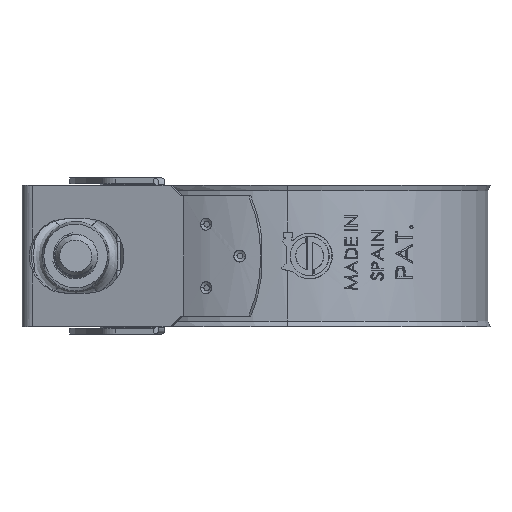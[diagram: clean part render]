
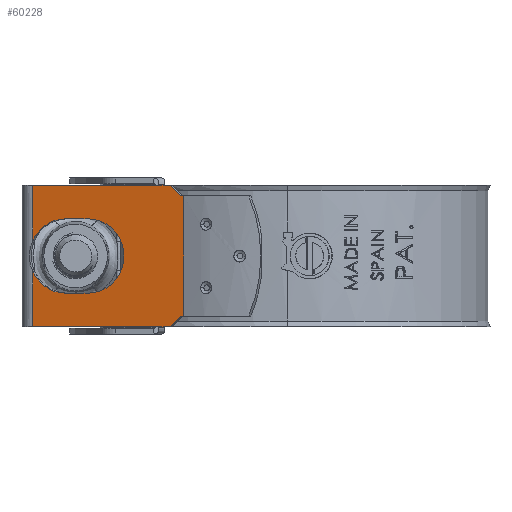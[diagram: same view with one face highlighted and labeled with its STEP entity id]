
A CAD part, left-side view. The second image highlights one B-rep face of the part: STEP entity #60228.
In plain terms, the highlighted planar face has unit normal (-0.968, 0.252, 0).
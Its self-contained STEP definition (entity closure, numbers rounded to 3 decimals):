
#986 = EDGE_CURVE ( 'NONE', #6259, #26924, #9444, .T. ) ;
#1392 = CARTESIAN_POINT ( 'NONE',  ( -19.936, 36.02, -20. ) ) ;
#1765 = ORIENTED_EDGE ( 'NONE', *, *, #63266, .F. ) ;
#2299 = ORIENTED_EDGE ( 'NONE', *, *, #76315, .T. ) ;
#3318 = VERTEX_POINT ( 'NONE', #28631 ) ;
#4451 = CARTESIAN_POINT ( 'NONE',  ( -25.5, 14.632, -18.5 ) ) ;
#5083 = ORIENTED_EDGE ( 'NONE', *, *, #8250, .F. ) ;
#5237 = AXIS2_PLACEMENT_3D ( 'NONE', #48001, #35208, #66547 ) ;
#5449 = DIRECTION ( 'NONE',  ( 0.252, 0.968, 0. ) ) ;
#5858 = CARTESIAN_POINT ( 'NONE',  ( -19.936, 36.02, -20. ) ) ;
#5925 = CARTESIAN_POINT ( 'NONE',  ( -25.374, 15.118, -1.5 ) ) ;
#5959 = CARTESIAN_POINT ( 'NONE',  ( -25.571, 14.359, -17.718 ) ) ;
#6259 = VERTEX_POINT ( 'NONE', #62498 ) ;
#6360 = VERTEX_POINT ( 'NONE', #69359 ) ;
#6440 = ORIENTED_EDGE ( 'NONE', *, *, #63386, .T. ) ;
#6906 = ORIENTED_EDGE ( 'NONE', *, *, #24478, .F. ) ;
#7564 = ORIENTED_EDGE ( 'NONE', *, *, #986, .T. ) ;
#8250 = EDGE_CURVE ( 'NONE', #20612, #20156, #36470, .T. ) ;
#8618 = CIRCLE ( 'NONE', #50962, 5.25 ) ;
#8753 = ORIENTED_EDGE ( 'NONE', *, *, #27127, .T. ) ;
#9004 = DIRECTION ( 'NONE',  ( 0., 0., 1. ) ) ;
#9070 = VERTEX_POINT ( 'NONE', #11345 ) ;
#9236 = LINE ( 'NONE', #62060, #17795 ) ;
#9444 = LINE ( 'NONE', #60803, #25542 ) ;
#9689 = ORIENTED_EDGE ( 'NONE', *, *, #63271, .F. ) ;
#10650 = EDGE_CURVE ( 'NONE', #31873, #3318, #49791, .T. ) ;
#11345 = CARTESIAN_POINT ( 'NONE',  ( -19.936, 36.02, -7.906 ) ) ;
#11939 = VERTEX_POINT ( 'NONE', #49768 ) ;
#12920 = VERTEX_POINT ( 'NONE', #53362 ) ;
#13895 = VECTOR ( 'NONE', #70054, 1000. ) ;
#14588 = CARTESIAN_POINT ( 'NONE',  ( -21.148, 31.361, -10. ) ) ;
#15658 = CARTESIAN_POINT ( 'NONE',  ( -19.936, 36.02, 0. ) ) ;
#16826 = DIRECTION ( 'NONE',  ( -0.968, 0.252, 0. ) ) ;
#16863 = AXIS2_PLACEMENT_3D ( 'NONE', #40696, #64883, #28516 ) ;
#17682 = VECTOR ( 'NONE', #18914, 1000. ) ;
#17795 = VECTOR ( 'NONE', #9004, 1000. ) ;
#18070 = CARTESIAN_POINT ( 'NONE',  ( -24.995, 16.573, -20. ) ) ;
#18914 = DIRECTION ( 'NONE',  ( -0.252, -0.968, 0. ) ) ;
#20156 = VERTEX_POINT ( 'NONE', #39942 ) ;
#20457 = DIRECTION ( 'NONE',  ( -0.252, -0.968, 0. ) ) ;
#20612 = VERTEX_POINT ( 'NONE', #72823 ) ;
#22045 = DIRECTION ( 'NONE',  ( -0.252, -0.968, 0. ) ) ;
#22132 = DIRECTION ( 'NONE',  ( -0.968, 0.252, 0. ) ) ;
#22257 = ORIENTED_EDGE ( 'NONE', *, *, #53042, .F. ) ;
#23101 = DIRECTION ( 'NONE',  ( 0., 0., 1. ) ) ;
#23919 = VECTOR ( 'NONE', #23101, 1000. ) ;
#24226 = CIRCLE ( 'NONE', #30168, 5.25 ) ;
#24478 = EDGE_CURVE ( 'NONE', #9070, #20612, #69847, .T. ) ;
#24649 = FACE_OUTER_BOUND ( 'NONE', #42057, .T. ) ;
#25542 = VECTOR ( 'NONE', #5449, 1000. ) ;
#25970 = CARTESIAN_POINT ( 'NONE',  ( -21.979, 28.167, -15.25 ) ) ;
#26494 = CARTESIAN_POINT ( 'NONE',  ( -25.571, 14.359, -2.282 ) ) ;
#26924 = VERTEX_POINT ( 'NONE', #5925 ) ;
#27127 = EDGE_CURVE ( 'NONE', #33051, #31963, #63246, .T. ) ;
#27463 = VECTOR ( 'NONE', #54715, 1000. ) ;
#28516 = DIRECTION ( 'NONE',  ( 0., 0., 1. ) ) ;
#28631 = CARTESIAN_POINT ( 'NONE',  ( -21.979, 28.167, -15.25 ) ) ;
#29088 = ORIENTED_EDGE ( 'NONE', *, *, #31168, .F. ) ;
#30168 = AXIS2_PLACEMENT_3D ( 'NONE', #34810, #16826, #77243 ) ;
#30440 = CARTESIAN_POINT ( 'NONE',  ( -26.521, 10.707, -18.5 ) ) ;
#30511 = LINE ( 'NONE', #5858, #23919 ) ;
#30816 = VECTOR ( 'NONE', #22045, 1000. ) ;
#31168 = EDGE_CURVE ( 'NONE', #66976, #12920, #66290, .T. ) ;
#31858 = EDGE_CURVE ( 'NONE', #33051, #11939, #30511, .T. ) ;
#31873 = VERTEX_POINT ( 'NONE', #42140 ) ;
#31963 = VERTEX_POINT ( 'NONE', #18070 ) ;
#31978 = CARTESIAN_POINT ( 'NONE',  ( -21.979, 28.167, -4.75 ) ) ;
#32647 = VECTOR ( 'NONE', #20457, 1000. ) ;
#33051 = VERTEX_POINT ( 'NONE', #47727 ) ;
#33404 = CARTESIAN_POINT ( 'NONE',  ( -19.936, 36.02, -20. ) ) ;
#34787 = EDGE_CURVE ( 'NONE', #26924, #20156, #40530, .T. ) ;
#34810 = CARTESIAN_POINT ( 'NONE',  ( -21.979, 28.167, -10. ) ) ;
#35208 = DIRECTION ( 'NONE',  ( -0.968, 0.252, 0. ) ) ;
#35308 = ORIENTED_EDGE ( 'NONE', *, *, #62377, .T. ) ;
#36470 = LINE ( 'NONE', #15658, #30816 ) ;
#37325 = CARTESIAN_POINT ( 'NONE',  ( -21.979, 28.167, -4.75 ) ) ;
#39942 = CARTESIAN_POINT ( 'NONE',  ( -24.995, 16.573, 0. ) ) ;
#40530 = LINE ( 'NONE', #26494, #74690 ) ;
#40696 = CARTESIAN_POINT ( 'NONE',  ( -19.936, 36.02, -20. ) ) ;
#42057 = EDGE_LOOP ( 'NONE', ( #22257, #29088, #70452, #9689, #55435, #1765, #55756, #8753, #2299, #6440, #35308, #7564, #48003, #5083, #6906 ) ) ;
#42140 = CARTESIAN_POINT ( 'NONE',  ( -21.148, 31.361, -15.25 ) ) ;
#43563 = LINE ( 'NONE', #5959, #27463 ) ;
#44542 = DIRECTION ( 'NONE',  ( 0.178, 0.685, 0.706 ) ) ;
#47727 = CARTESIAN_POINT ( 'NONE',  ( -19.936, 36.02, -20. ) ) ;
#48001 = CARTESIAN_POINT ( 'NONE',  ( -21.979, 28.167, -10. ) ) ;
#48003 = ORIENTED_EDGE ( 'NONE', *, *, #34787, .T. ) ;
#48957 = CIRCLE ( 'NONE', #52046, 5.25 ) ;
#49768 = CARTESIAN_POINT ( 'NONE',  ( -19.936, 36.02, -12.094 ) ) ;
#49791 = LINE ( 'NONE', #25970, #32647 ) ;
#49863 = VECTOR ( 'NONE', #66325, 1000. ) ;
#49872 = DIRECTION ( 'NONE',  ( -0.252, -0.968, 0. ) ) ;
#50117 = VECTOR ( 'NONE', #50289, 1000. ) ;
#50289 = DIRECTION ( 'NONE',  ( 0.252, 0.968, 0. ) ) ;
#50962 = AXIS2_PLACEMENT_3D ( 'NONE', #14588, #68970, #49872 ) ;
#52046 = AXIS2_PLACEMENT_3D ( 'NONE', #58975, #22132, #64574 ) ;
#52122 = EDGE_CURVE ( 'NONE', #6360, #66976, #77044, .T. ) ;
#52645 = CARTESIAN_POINT ( 'NONE',  ( -25.374, 15.118, -18.5 ) ) ;
#53042 = EDGE_CURVE ( 'NONE', #12920, #9070, #8618, .T. ) ;
#53362 = CARTESIAN_POINT ( 'NONE',  ( -21.148, 31.361, -4.75 ) ) ;
#54715 = DIRECTION ( 'NONE',  ( -0.178, -0.685, 0.706 ) ) ;
#55435 = ORIENTED_EDGE ( 'NONE', *, *, #10650, .F. ) ;
#55756 = ORIENTED_EDGE ( 'NONE', *, *, #31858, .F. ) ;
#57503 = LINE ( 'NONE', #30440, #49863 ) ;
#58527 = PLANE ( 'NONE',  #16863 ) ;
#58975 = CARTESIAN_POINT ( 'NONE',  ( -21.148, 31.361, -10. ) ) ;
#60228 = ADVANCED_FACE ( 'NONE', ( #24649 ), #58527, .T. ) ;
#60803 = CARTESIAN_POINT ( 'NONE',  ( -26.521, 10.707, -1.5 ) ) ;
#62060 = CARTESIAN_POINT ( 'NONE',  ( -25.5, 14.632, -20. ) ) ;
#62377 = EDGE_CURVE ( 'NONE', #62861, #6259, #9236, .T. ) ;
#62498 = CARTESIAN_POINT ( 'NONE',  ( -25.5, 14.632, -1.5 ) ) ;
#62861 = VERTEX_POINT ( 'NONE', #4451 ) ;
#63246 = LINE ( 'NONE', #1392, #17682 ) ;
#63266 = EDGE_CURVE ( 'NONE', #11939, #31873, #48957, .T. ) ;
#63271 = EDGE_CURVE ( 'NONE', #3318, #6360, #24226, .T. ) ;
#63386 = EDGE_CURVE ( 'NONE', #72390, #62861, #57503, .T. ) ;
#64574 = DIRECTION ( 'NONE',  ( -0.252, -0.968, 0. ) ) ;
#64883 = DIRECTION ( 'NONE',  ( -0.968, 0.252, 0. ) ) ;
#66290 = LINE ( 'NONE', #31978, #50117 ) ;
#66325 = DIRECTION ( 'NONE',  ( -0.252, -0.968, 0. ) ) ;
#66547 = DIRECTION ( 'NONE',  ( -0.252, -0.968, 0. ) ) ;
#66976 = VERTEX_POINT ( 'NONE', #37325 ) ;
#68970 = DIRECTION ( 'NONE',  ( -0.968, 0.252, 0. ) ) ;
#69359 = CARTESIAN_POINT ( 'NONE',  ( -23.301, 23.086, -10. ) ) ;
#69847 = LINE ( 'NONE', #33404, #13895 ) ;
#70054 = DIRECTION ( 'NONE',  ( 0., 0., 1. ) ) ;
#70452 = ORIENTED_EDGE ( 'NONE', *, *, #52122, .F. ) ;
#72390 = VERTEX_POINT ( 'NONE', #52645 ) ;
#72823 = CARTESIAN_POINT ( 'NONE',  ( -19.936, 36.02, 0. ) ) ;
#74690 = VECTOR ( 'NONE', #44542, 1000. ) ;
#76315 = EDGE_CURVE ( 'NONE', #31963, #72390, #43563, .T. ) ;
#77044 = CIRCLE ( 'NONE', #5237, 5.25 ) ;
#77243 = DIRECTION ( 'NONE',  ( -0.252, -0.968, 0. ) ) ;
